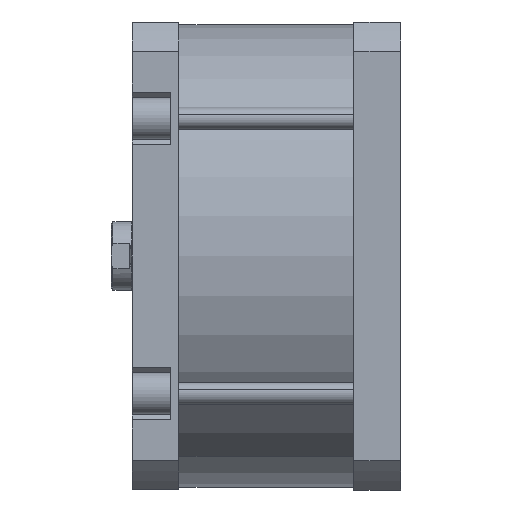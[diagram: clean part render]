
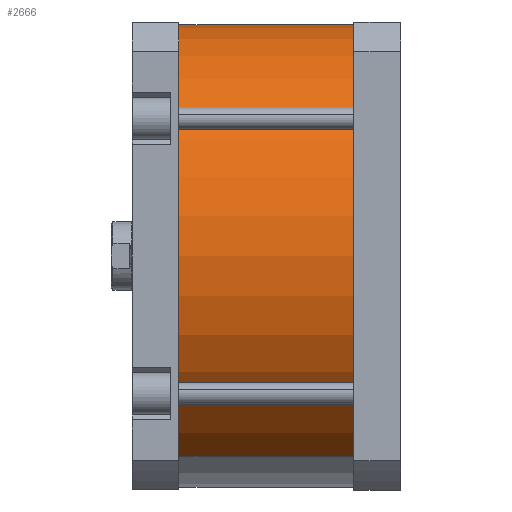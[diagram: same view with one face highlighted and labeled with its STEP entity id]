
A CAD part, front view. The second image highlights one B-rep face of the part: STEP entity #2666.
In plain terms, the highlighted cylindrical face has radius 168 mm (diameter 336 mm), a partial arc.
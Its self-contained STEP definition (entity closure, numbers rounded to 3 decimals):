
#29 = VERTEX_POINT ( 'NONE', #343 ) ;
#48 = CARTESIAN_POINT ( 'NONE',  ( 168., 0., 0. ) ) ;
#139 = VERTEX_POINT ( 'NONE', #48 ) ;
#199 = VERTEX_POINT ( 'NONE', #502 ) ;
#252 = CARTESIAN_POINT ( 'NONE',  ( -168., 0., 0. ) ) ;
#343 = CARTESIAN_POINT ( 'NONE',  ( -168., 0., 127. ) ) ;
#482 = VERTEX_POINT ( 'NONE', #252 ) ;
#502 = CARTESIAN_POINT ( 'NONE',  ( 168., 0., 127. ) ) ;
#679 = CIRCLE ( 'NONE', #5975, 168. ) ;
#762 = VECTOR ( 'NONE', #1181, 1000. ) ;
#763 = LINE ( 'NONE', #1179, #765 ) ;
#765 = VECTOR ( 'NONE', #1183, 1000. ) ;
#769 = LINE ( 'NONE', #1171, #762 ) ;
#780 = CIRCLE ( 'NONE', #5972, 168. ) ;
#1171 = CARTESIAN_POINT ( 'NONE',  ( -168., 0., 127. ) ) ;
#1179 = CARTESIAN_POINT ( 'NONE',  ( 168., 0., 127. ) ) ;
#1180 = CARTESIAN_POINT ( 'NONE',  ( 0., 0., 0. ) ) ;
#1181 = DIRECTION ( 'NONE',  ( 0., 0., -1. ) ) ;
#1183 = DIRECTION ( 'NONE',  ( 0., 0., -1. ) ) ;
#1187 = CARTESIAN_POINT ( 'NONE',  ( 0., 0., 127. ) ) ;
#1188 = DIRECTION ( 'NONE',  ( 0., 0., 1. ) ) ;
#1189 = DIRECTION ( 'NONE',  ( 1., 0., 0. ) ) ;
#1194 = DIRECTION ( 'NONE',  ( 0., 0., 1. ) ) ;
#1195 = DIRECTION ( 'NONE',  ( 1., 0., 0. ) ) ;
#2085 = EDGE_CURVE ( 'NONE', #29, #482, #769, .T. ) ;
#2086 = EDGE_CURVE ( 'NONE', #199, #139, #763, .T. ) ;
#2088 = EDGE_CURVE ( 'NONE', #482, #139, #780, .T. ) ;
#2090 = EDGE_CURVE ( 'NONE', #29, #199, #679, .T. ) ;
#2666 = ADVANCED_FACE ( 'NONE', ( #4173 ), #4176, .T. ) ;
#3647 = DIRECTION ( 'NONE',  ( -1., 0., 0. ) ) ;
#3648 = DIRECTION ( 'NONE',  ( 0., 0., -1. ) ) ;
#3649 = CARTESIAN_POINT ( 'NONE',  ( 0., 0., 127. ) ) ;
#4173 = FACE_OUTER_BOUND ( 'NONE', #4679, .T. ) ;
#4176 = CYLINDRICAL_SURFACE ( 'NONE', #6382, 168. ) ;
#4679 = EDGE_LOOP ( 'NONE', ( #5698, #5816, #5453, #5718 ) ) ;
#5453 = ORIENTED_EDGE ( 'NONE', *, *, #2085, .T. ) ;
#5698 = ORIENTED_EDGE ( 'NONE', *, *, #2086, .F. ) ;
#5718 = ORIENTED_EDGE ( 'NONE', *, *, #2088, .T. ) ;
#5816 = ORIENTED_EDGE ( 'NONE', *, *, #2090, .F. ) ;
#5972 = AXIS2_PLACEMENT_3D ( 'NONE', #1180, #1188, #1189 ) ;
#5975 = AXIS2_PLACEMENT_3D ( 'NONE', #1187, #1194, #1195 ) ;
#6382 = AXIS2_PLACEMENT_3D ( 'NONE', #3649, #3648, #3647 ) ;
